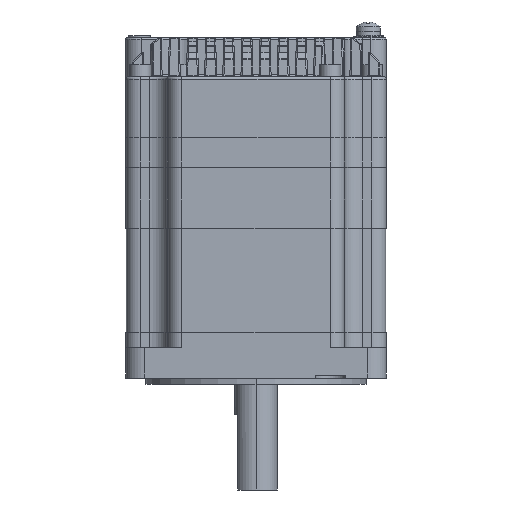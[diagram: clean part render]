
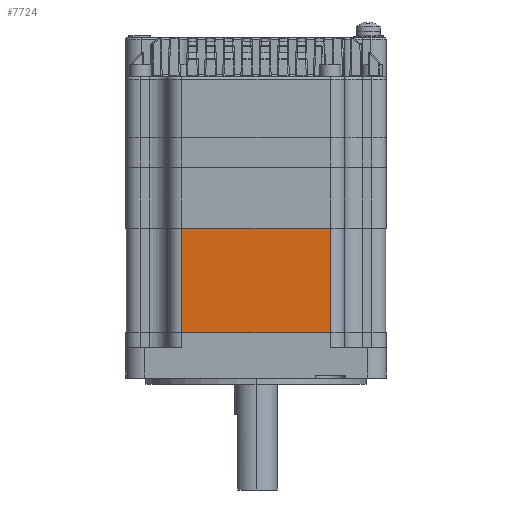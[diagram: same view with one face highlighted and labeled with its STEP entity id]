
A CAD part, left-side view. The second image highlights one B-rep face of the part: STEP entity #7724.
In plain terms, the highlighted planar face has unit normal (-1, 0, 0).
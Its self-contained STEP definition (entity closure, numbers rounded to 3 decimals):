
#6244 = CARTESIAN_POINT ( 'NONE',  ( -42.85, -24.55, 34.5 ) ) ;
#7724 = ADVANCED_FACE ( 'NONE', ( #145224 ), #151977, .T. ) ;
#10456 = CARTESIAN_POINT ( 'NONE',  ( -42.85, 24.55, 0. ) ) ;
#17617 = VECTOR ( 'NONE', #137141, 1000. ) ;
#34795 = EDGE_CURVE ( 'NONE', #164010, #102684, #143153, .T. ) ;
#45005 = VECTOR ( 'NONE', #67133, 1000. ) ;
#45574 = DIRECTION ( 'NONE',  ( 0., 0., -1. ) ) ;
#46364 = CARTESIAN_POINT ( 'NONE',  ( -42.85, 24.55, 34.5 ) ) ;
#47623 = VERTEX_POINT ( 'NONE', #76087 ) ;
#55527 = EDGE_CURVE ( 'NONE', #47623, #160147, #74963, .T. ) ;
#59231 = AXIS2_PLACEMENT_3D ( 'NONE', #100272, #75484, #164876 ) ;
#61060 = EDGE_CURVE ( 'NONE', #47623, #164010, #65340, .T. ) ;
#61264 = VECTOR ( 'NONE', #154653, 1000. ) ;
#65238 = CARTESIAN_POINT ( 'NONE',  ( -42.85, 0., 34.5 ) ) ;
#65340 = LINE ( 'NONE', #65238, #61264 ) ;
#67133 = DIRECTION ( 'NONE',  ( 0., 0., -1. ) ) ;
#70426 = ORIENTED_EDGE ( 'NONE', *, *, #34795, .T. ) ;
#71314 = EDGE_LOOP ( 'NONE', ( #90433, #160374, #100579, #70426 ) ) ;
#74963 = LINE ( 'NONE', #6244, #105086 ) ;
#75484 = DIRECTION ( 'NONE',  ( -1., 0., 0. ) ) ;
#76087 = CARTESIAN_POINT ( 'NONE',  ( -42.85, -24.55, 34.5 ) ) ;
#90433 = ORIENTED_EDGE ( 'NONE', *, *, #121100, .F. ) ;
#98853 = CARTESIAN_POINT ( 'NONE',  ( -42.85, 0., 0. ) ) ;
#100272 = CARTESIAN_POINT ( 'NONE',  ( -42.85, 0., 34.5 ) ) ;
#100579 = ORIENTED_EDGE ( 'NONE', *, *, #61060, .T. ) ;
#102684 = VERTEX_POINT ( 'NONE', #10456 ) ;
#105086 = VECTOR ( 'NONE', #45574, 1000. ) ;
#121100 = EDGE_CURVE ( 'NONE', #160147, #102684, #153963, .T. ) ;
#127494 = CARTESIAN_POINT ( 'NONE',  ( -42.85, -24.55, 0. ) ) ;
#137141 = DIRECTION ( 'NONE',  ( 0., 1., 0. ) ) ;
#143153 = LINE ( 'NONE', #143680, #45005 ) ;
#143680 = CARTESIAN_POINT ( 'NONE',  ( -42.85, 24.55, 34.5 ) ) ;
#145224 = FACE_OUTER_BOUND ( 'NONE', #71314, .T. ) ;
#151977 = PLANE ( 'NONE',  #59231 ) ;
#153963 = LINE ( 'NONE', #98853, #17617 ) ;
#154653 = DIRECTION ( 'NONE',  ( 0., 1., 0. ) ) ;
#160147 = VERTEX_POINT ( 'NONE', #127494 ) ;
#160374 = ORIENTED_EDGE ( 'NONE', *, *, #55527, .F. ) ;
#164010 = VERTEX_POINT ( 'NONE', #46364 ) ;
#164876 = DIRECTION ( 'NONE',  ( 0., -1., 0. ) ) ;
